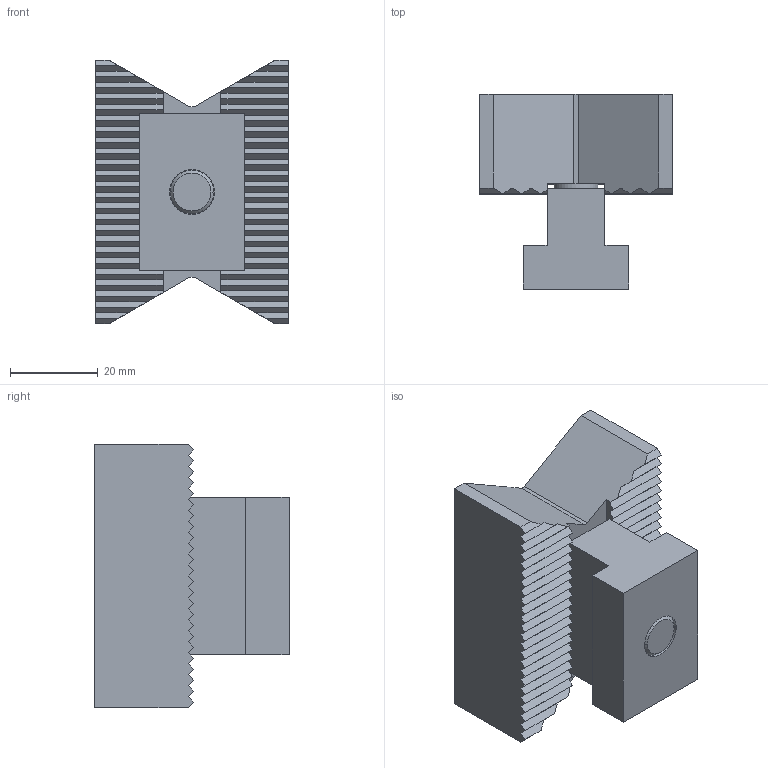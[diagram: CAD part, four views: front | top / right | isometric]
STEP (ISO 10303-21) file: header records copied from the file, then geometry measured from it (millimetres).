
FILE_DESCRIPTION(('STEP AP214'),'1');
FILE_NAME('HALDERV_EH_1586_040.stp','2017-08-30T11:17:43',('TraceParts'),('TraceParts S.A.'),'Spatial InterOp 3D',' ',' ');
FILE_SCHEMA(('automotive_design'));
Length unit declared in the file: millimetre
Products named in the file (3): HALDERV_EH_1586_040_1; HALDERV_EH_1586_040_2; HALDERV_EH_1586_040_3
Bounding box: 44 x 44.5 x 60 mm (x, y, z)
Volume: 62515.6 mm3; surface area: 17624.9 mm2
Topology: 3 solids, 3 shells, 147 faces, 413 edges, 275 vertices
Faces by surface type: plane 133, cylinder 10, torus 2, cone 2
Entity records: 5898 total; most frequent: CARTESIAN_POINT 838, ORIENTED_EDGE 826, DIRECTION 742, EDGE_CURVE 413, LINE 384, VECTOR 384, VERTEX_POINT 275, AXIS2_PLACEMENT_3D 179
